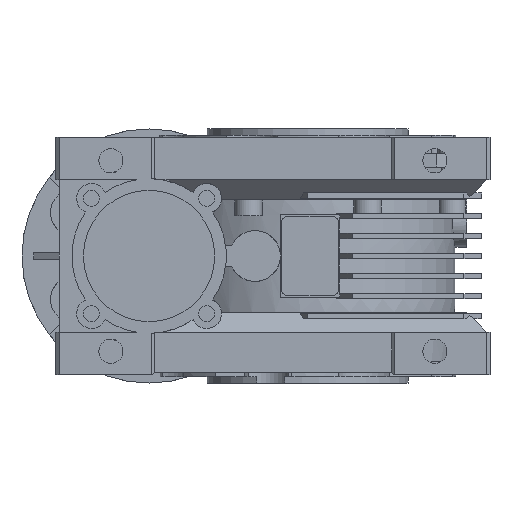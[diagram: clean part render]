
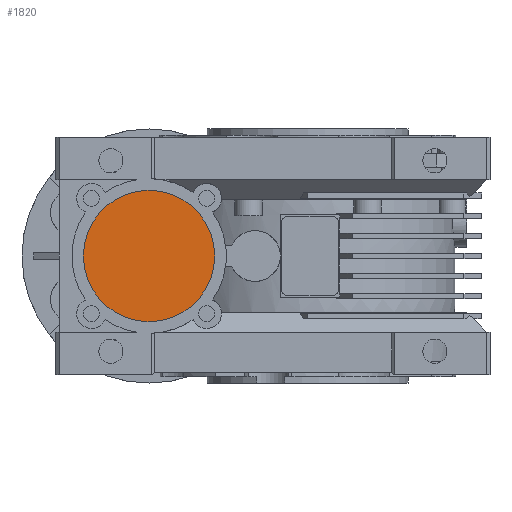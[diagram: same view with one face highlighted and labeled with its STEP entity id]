
A CAD part, left-side view. The second image highlights one B-rep face of the part: STEP entity #1820.
In plain terms, the highlighted face is planar.
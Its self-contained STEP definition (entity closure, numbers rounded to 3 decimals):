
#1820=ADVANCED_FACE('',(#4290),#4291,.T.);
#4290=FACE_OUTER_BOUND('',#7516,.T.);
#4291=PLANE('',#7517);
#7516=EDGE_LOOP('',(#12852));
#7517=AXIS2_PLACEMENT_3D('',#12853,#12854,#12855);
#12852=ORIENTED_EDGE('',*,*,#20585,.T.);
#12853=CARTESIAN_POINT('',(0.,84.51,75.));
#12854=DIRECTION('',(0.,1.,0.));
#12855=DIRECTION('',(1.,0.,0.));
#20585=EDGE_CURVE('',#25507,#25507,#25508,.T.);
#25507=VERTEX_POINT('',#32504);
#25508=CIRCLE('',#32505,31.);
#32504=CARTESIAN_POINT('',(0.,84.51,106.));
#32505=AXIS2_PLACEMENT_3D('',#38156,#38157,#38158);
#38156=CARTESIAN_POINT('',(0.,84.51,75.));
#38157=DIRECTION('',(0.,1.,0.));
#38158=DIRECTION('',(0.,0.,1.));
